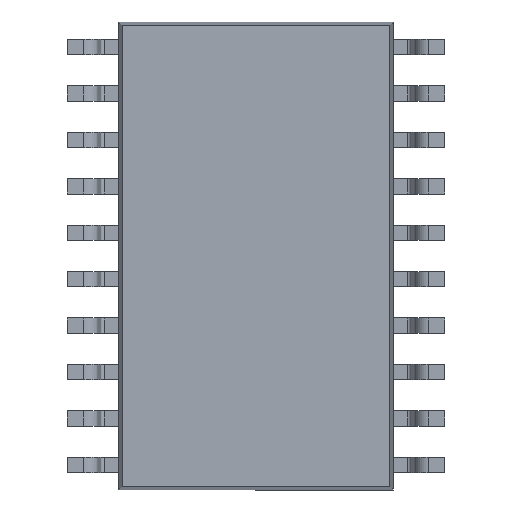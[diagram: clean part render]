
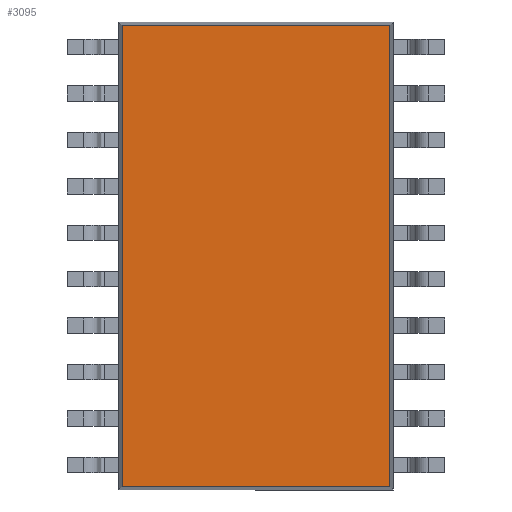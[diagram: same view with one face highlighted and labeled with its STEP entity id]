
A CAD part, front view. The second image highlights one B-rep face of the part: STEP entity #3095.
In plain terms, the highlighted planar face has unit normal (0, -1, 0).
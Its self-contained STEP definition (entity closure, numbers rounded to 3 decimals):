
#116 = VERTEX_POINT ( 'NONE', #3280 ) ;
#497 = ORIENTED_EDGE ( 'NONE', *, *, #4517, .T. ) ;
#1294 = LINE ( 'NONE', #3571, #5870 ) ;
#1329 = VERTEX_POINT ( 'NONE', #6249 ) ;
#1347 = VECTOR ( 'NONE', #3092, 1000. ) ;
#1763 = PLANE ( 'NONE',  #7001 ) ;
#2590 = DIRECTION ( 'NONE',  ( -1., 0., 0. ) ) ;
#3092 = DIRECTION ( 'NONE',  ( 1., 0., 0. ) ) ;
#3095 = ADVANCED_FACE ( 'NONE', ( #4525 ), #1763, .T. ) ;
#3121 = ORIENTED_EDGE ( 'NONE', *, *, #8285, .T. ) ;
#3280 = CARTESIAN_POINT ( 'NONE',  ( 3.659, 0.3, -6.309 ) ) ;
#3431 = LINE ( 'NONE', #8423, #6328 ) ;
#3571 = CARTESIAN_POINT ( 'NONE',  ( -3.659, 0.3, 6.4 ) ) ;
#3807 = VERTEX_POINT ( 'NONE', #7928 ) ;
#3911 = DIRECTION ( 'NONE',  ( 0., -1., 0. ) ) ;
#4517 = EDGE_CURVE ( 'NONE', #1329, #3807, #5381, .T. ) ;
#4525 = FACE_OUTER_BOUND ( 'NONE', #9193, .T. ) ;
#4649 = LINE ( 'NONE', #5209, #1347 ) ;
#4782 = CARTESIAN_POINT ( 'NONE',  ( -3.659, 0.3, -6.309 ) ) ;
#5209 = CARTESIAN_POINT ( 'NONE',  ( -3.75, 0.3, -6.309 ) ) ;
#5381 = LINE ( 'NONE', #5563, #7086 ) ;
#5563 = CARTESIAN_POINT ( 'NONE',  ( 3.75, 0.3, 6.309 ) ) ;
#5592 = ORIENTED_EDGE ( 'NONE', *, *, #7348, .T. ) ;
#5870 = VECTOR ( 'NONE', #6979, 1000. ) ;
#6126 = CARTESIAN_POINT ( 'NONE',  ( 0., 0.3, 0. ) ) ;
#6249 = CARTESIAN_POINT ( 'NONE',  ( 3.659, 0.3, 6.309 ) ) ;
#6328 = VECTOR ( 'NONE', #9322, 1000. ) ;
#6979 = DIRECTION ( 'NONE',  ( 0., 0., -1. ) ) ;
#7001 = AXIS2_PLACEMENT_3D ( 'NONE', #6126, #3911, #7402 ) ;
#7086 = VECTOR ( 'NONE', #2590, 1000. ) ;
#7348 = EDGE_CURVE ( 'NONE', #7552, #116, #4649, .T. ) ;
#7402 = DIRECTION ( 'NONE',  ( 0., 0., -1. ) ) ;
#7552 = VERTEX_POINT ( 'NONE', #4782 ) ;
#7687 = ORIENTED_EDGE ( 'NONE', *, *, #8312, .T. ) ;
#7928 = CARTESIAN_POINT ( 'NONE',  ( -3.659, 0.3, 6.309 ) ) ;
#8285 = EDGE_CURVE ( 'NONE', #116, #1329, #3431, .T. ) ;
#8312 = EDGE_CURVE ( 'NONE', #3807, #7552, #1294, .T. ) ;
#8423 = CARTESIAN_POINT ( 'NONE',  ( 3.659, 0.3, -6.4 ) ) ;
#9193 = EDGE_LOOP ( 'NONE', ( #5592, #3121, #497, #7687 ) ) ;
#9322 = DIRECTION ( 'NONE',  ( 0., 0., 1. ) ) ;
